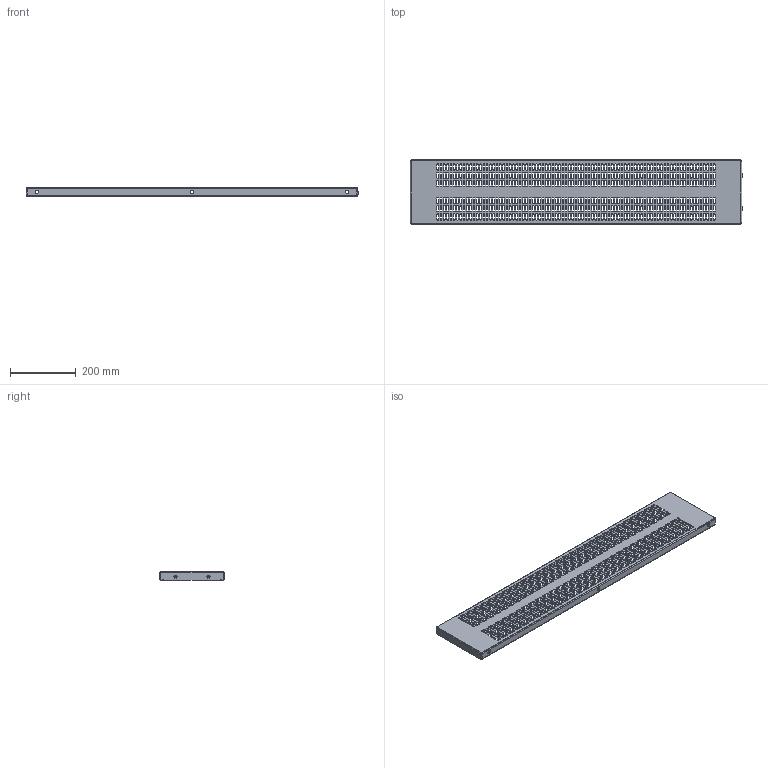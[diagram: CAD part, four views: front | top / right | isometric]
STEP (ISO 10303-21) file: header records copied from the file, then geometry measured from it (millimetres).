
FILE_DESCRIPTION (( 'STEP AP214' ), '1' );
FILE_NAME ('711.121.STEP', '2025-04-28T03:25:10', ( '' ), ( '' ), 'SwSTEP 2.0', 'SolidWorks 2021', '' );
FILE_SCHEMA (( 'AUTOMOTIVE_DESIGN' ));
Length unit declared in the file: millimetre
Products named in the file (3): 711.121; Çàêëåïêà ðåçüáîâàÿ Ì6 øåñòèãðàííàÿ ñ óìåíüøåííûì áîðòîì; 711.121 眈翴錪
Assembly tree (5 placements, depth 2):
  711.121
    711.121 眈翴錪
    Çàêëåïêà ðåçüáîâàÿ Ì6 øåñòèãðàííàÿ ñ óìåíüøåííûì áîðòîì  x4
Bounding box: 1008.8 x 196 x 24.5 mm (x, y, z)
Volume: 332705.7 mm3; surface area: 482995.6 mm2
Topology: 5 solids, 5 shells, 2242 faces, 6604 edges, 4376 vertices
Faces by surface type: plane 1146, cylinder 1064, cone 24, bspline 8
Entity records: 75618 total; most frequent: CARTESIAN_POINT 13347, ORIENTED_EDGE 12860, DIRECTION 12834, EDGE_CURVE 6430, LINE 4284, VECTOR 4284, AXIS2_PLACEMENT_3D 4275, VERTEX_POINT 4268
